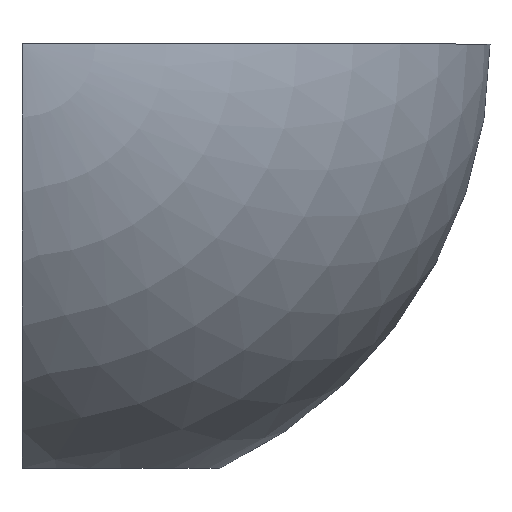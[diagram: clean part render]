
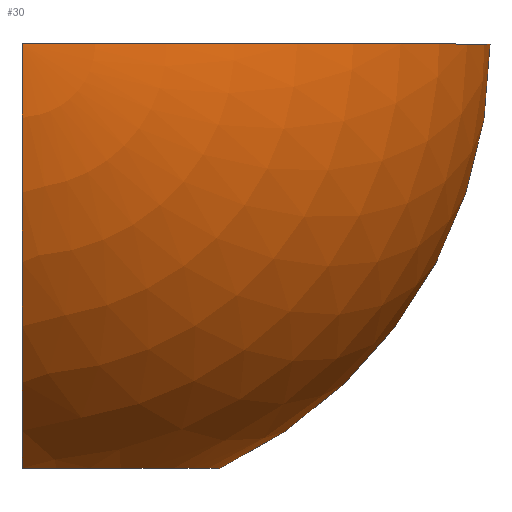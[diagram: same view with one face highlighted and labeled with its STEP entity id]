
A CAD part, top view. The second image highlights one B-rep face of the part: STEP entity #30.
In plain terms, the highlighted spherical face has radius 203 mm.
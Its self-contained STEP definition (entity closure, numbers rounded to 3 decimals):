
#3 = EDGE_CURVE ( 'NONE', #111, #49, #32, .T. ) ;
#7 = DIRECTION ( 'NONE',  ( 0., -1., 0. ) ) ;
#8 = CARTESIAN_POINT ( 'NONE',  ( 0., 0., 203. ) ) ;
#15 = EDGE_CURVE ( 'NONE', #49, #126, #148, .T. ) ;
#18 = DIRECTION ( 'NONE',  ( 1., 0., 0. ) ) ;
#22 = CIRCLE ( 'NONE', #112, 203. ) ;
#23 = AXIS2_PLACEMENT_3D ( 'NONE', #197, #205, #202 ) ;
#30 = ADVANCED_FACE ( 'NONE', ( #113 ), #129, .T. ) ;
#31 = DIRECTION ( 'NONE',  ( 0., 0., -1. ) ) ;
#32 = CIRCLE ( 'NONE', #172, 203. ) ;
#40 = ORIENTED_EDGE ( 'NONE', *, *, #3, .T. ) ;
#42 = ORIENTED_EDGE ( 'NONE', *, *, #162, .F. ) ;
#43 = DIRECTION ( 'NONE',  ( -1., 0., 0. ) ) ;
#46 = CIRCLE ( 'NONE', #137, 203. ) ;
#47 = VERTEX_POINT ( 'NONE', #179 ) ;
#49 = VERTEX_POINT ( 'NONE', #201 ) ;
#54 = EDGE_LOOP ( 'NONE', ( #40, #97, #42, #157 ) ) ;
#97 = ORIENTED_EDGE ( 'NONE', *, *, #15, .T. ) ;
#108 = DIRECTION ( 'NONE',  ( 0., 0., -1. ) ) ;
#111 = VERTEX_POINT ( 'NONE', #8 ) ;
#112 = AXIS2_PLACEMENT_3D ( 'NONE', #139, #108, #140 ) ;
#113 = FACE_OUTER_BOUND ( 'NONE', #54, .T. ) ;
#124 = CARTESIAN_POINT ( 'NONE',  ( 0., 0., 0. ) ) ;
#126 = VERTEX_POINT ( 'NONE', #156 ) ;
#129 = SPHERICAL_SURFACE ( 'NONE', #168, 203. ) ;
#137 = AXIS2_PLACEMENT_3D ( 'NONE', #124, #7, #31 ) ;
#139 = CARTESIAN_POINT ( 'NONE',  ( 0., 0., 0. ) ) ;
#140 = DIRECTION ( 'NONE',  ( 0., 1., 0. ) ) ;
#144 = EDGE_CURVE ( 'Kante3', #47, #111, #46, .T. ) ;
#148 = CIRCLE ( 'NONE', #23, 85.734 ) ;
#156 = CARTESIAN_POINT ( 'NONE',  ( 85.734, -184.007, 0. ) ) ;
#157 = ORIENTED_EDGE ( 'NONE', *, *, #144, .T. ) ;
#162 = EDGE_CURVE ( 'NONE', #47, #126, #22, .T. ) ;
#168 = AXIS2_PLACEMENT_3D ( 'NONE', #194, #204, #43 ) ;
#172 = AXIS2_PLACEMENT_3D ( 'NONE', #183, #18, #189 ) ;
#179 = CARTESIAN_POINT ( 'NONE',  ( 203., 0., 0. ) ) ;
#183 = CARTESIAN_POINT ( 'NONE',  ( 0., 0., 0. ) ) ;
#189 = DIRECTION ( 'NONE',  ( 0., 1., 0. ) ) ;
#194 = CARTESIAN_POINT ( 'NONE',  ( 0., 0., 0. ) ) ;
#197 = CARTESIAN_POINT ( 'NONE',  ( 0., -184.007, 0. ) ) ;
#201 = CARTESIAN_POINT ( 'NONE',  ( 0., -184.007, 85.734 ) ) ;
#202 = DIRECTION ( 'NONE',  ( 0., 0., 1. ) ) ;
#204 = DIRECTION ( 'NONE',  ( 0., 0., 1. ) ) ;
#205 = DIRECTION ( 'NONE',  ( 0., 1., 0. ) ) ;
